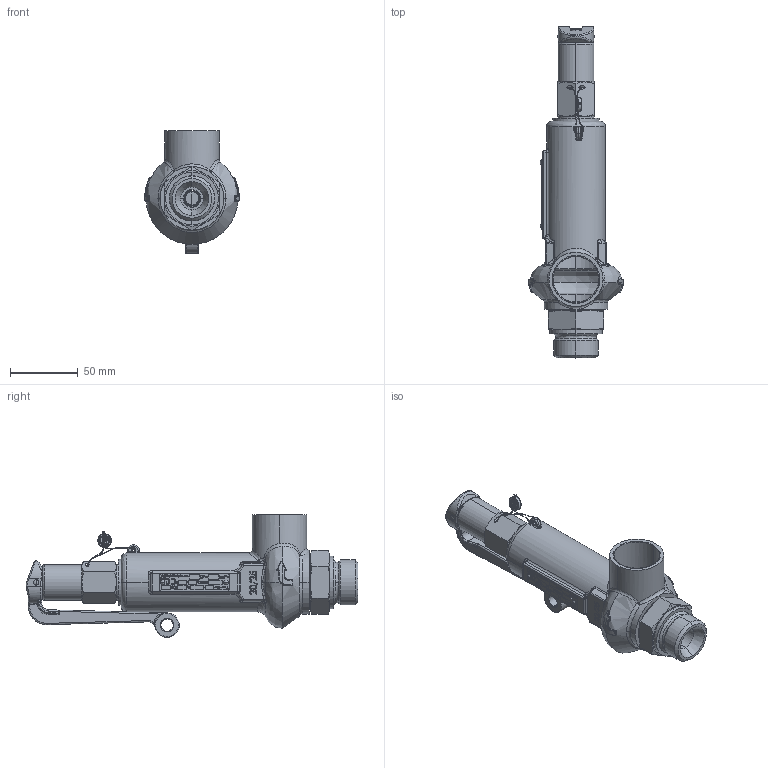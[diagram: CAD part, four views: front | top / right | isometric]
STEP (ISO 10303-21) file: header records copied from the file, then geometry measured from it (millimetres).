
FILE_DESCRIPTION (( 'STEP AP203' ), '1' );
FILE_NAME ('Typ_10-BG_II-head_A-G100-G100.STEP', '2019-09-20T10:30:35', ( '' ), ( '' ), 'SwSTEP 2.0', 'SolidWorks 2016', '' );
FILE_SCHEMA (( 'CONFIG_CONTROL_DESIGN' ));
Products named in the file (1): Typ_10-BG_II-head_A-G100-G100
Bounding box: 69.98 x 245.34 x 90.54 mm (x, y, z)
Volume: 100293.5 mm3; surface area: 78877.2 mm2
Topology: 28 solids, 28 shells, 1744 faces, 4471 edges, 2824 vertices
Faces by surface type: bspline 762, plane 663, cylinder 260, cone 59
Entity records: 86054 total; most frequent: CARTESIAN_POINT 48978, ORIENTED_EDGE 8862, DIRECTION 5753, EDGE_CURVE 4431, VERTEX_POINT 2824, VECTOR 2061, LINE 2061, EDGE_LOOP 1869
